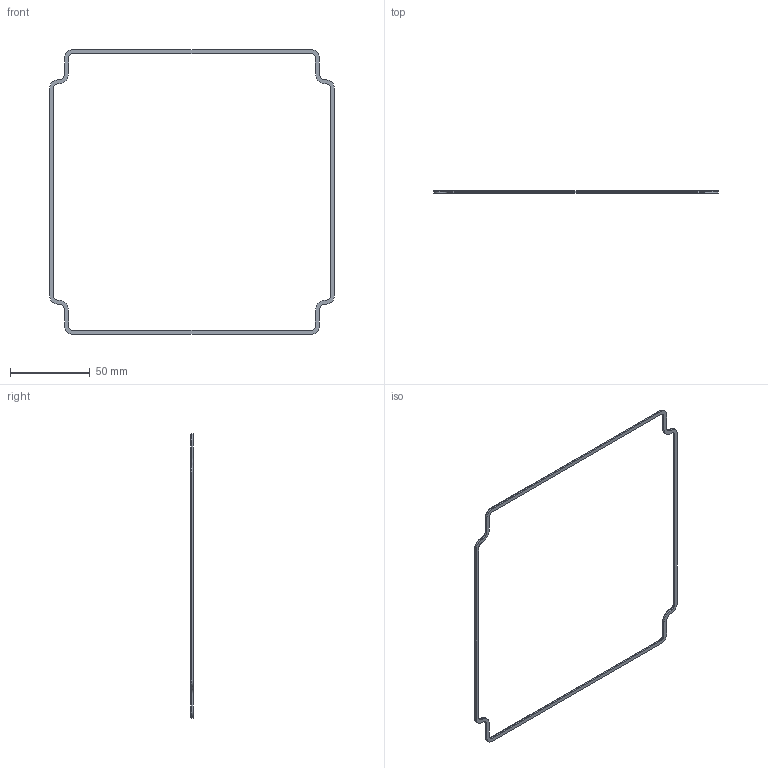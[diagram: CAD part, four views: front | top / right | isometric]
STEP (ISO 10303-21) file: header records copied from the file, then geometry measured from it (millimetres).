
FILE_DESCRIPTION (( 'STEP AP203' ), '1' );
FILE_NAME ('1554WGASKET.step', '2020-11-17T19:55:35', ( 'ADC123' ), ( 'Microsoft' ), 'SwSTEP 2.0', 'SolidWorks 2019', '' );
FILE_SCHEMA (( 'CONFIG_CONTROL_DESIGN' ));
Length unit declared in the file: inch
Products named in the file (1): 1554WGASKET
Bounding box: 177.9 x 1.5 x 177.9 mm (x, y, z)
Volume: 2374.8 mm3; surface area: 5011.7 mm2
Topology: 1 solids, 1 shells, 98 faces, 240 edges, 144 vertices
Faces by surface type: cylinder 48, plane 26, bspline 24
Entity records: 3203 total; most frequent: CARTESIAN_POINT 915, ORIENTED_EDGE 480, DIRECTION 462, EDGE_CURVE 240, AXIS2_PLACEMENT_3D 171, VERTEX_POINT 144, LINE 120, VECTOR 120
